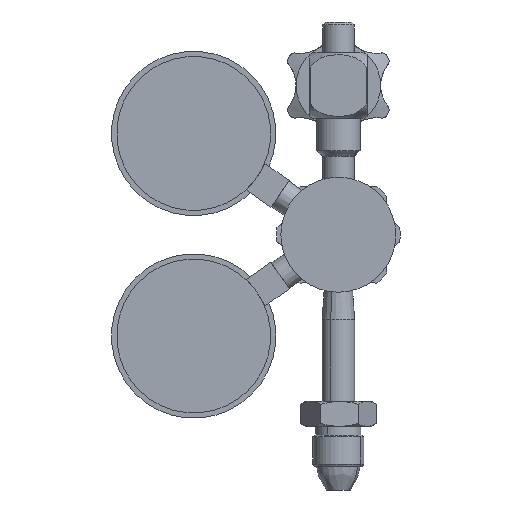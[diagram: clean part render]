
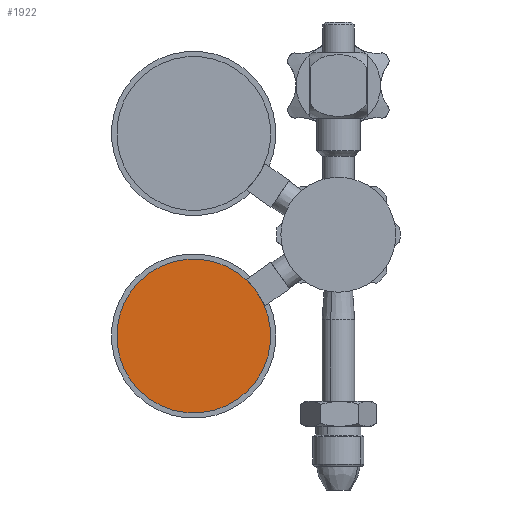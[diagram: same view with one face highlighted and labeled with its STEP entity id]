
A CAD part, front view. The second image highlights one B-rep face of the part: STEP entity #1922.
In plain terms, the highlighted planar face has unit normal (0, -1, 0).
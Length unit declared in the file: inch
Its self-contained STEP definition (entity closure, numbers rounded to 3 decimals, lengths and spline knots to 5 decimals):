
#559 = CIRCLE ( 'NONE', #5673, 1.325 ) ;
#619 = DIRECTION ( 'NONE',  ( 0.574, 0., -0.819 ) ) ;
#1542 = AXIS2_PLACEMENT_3D ( 'NONE', #2152, #5574, #2284 ) ;
#1922 = ADVANCED_FACE ( 'NONE', ( #5315 ), #7542, .F. ) ;
#2152 = CARTESIAN_POINT ( 'NONE',  ( -2.49022, -1.4775, -1.74367 ) ) ;
#2240 = VERTEX_POINT ( 'NONE', #4403 ) ;
#2284 = DIRECTION ( 'NONE',  ( 0.574, 0., -0.819 ) ) ;
#2419 = ORIENTED_EDGE ( 'NONE', *, *, #3801, .T. ) ;
#2452 = CARTESIAN_POINT ( 'NONE',  ( -2.49022, -1.4775, -1.74367 ) ) ;
#2718 = CARTESIAN_POINT ( 'NONE',  ( -2.49022, -1.4775, -1.74367 ) ) ;
#2958 = AXIS2_PLACEMENT_3D ( 'NONE', #2718, #6762, #619 ) ;
#3088 = CARTESIAN_POINT ( 'NONE',  ( -1.73023, -1.4775, -2.82905 ) ) ;
#3176 = DIRECTION ( 'NONE',  ( -0.574, 0., 0.819 ) ) ;
#3673 = EDGE_LOOP ( 'NONE', ( #4795, #2419 ) ) ;
#3801 = EDGE_CURVE ( 'NONE', #8998, #2240, #6050, .T. ) ;
#4403 = CARTESIAN_POINT ( 'NONE',  ( -3.25021, -1.4775, -0.6583 ) ) ;
#4795 = ORIENTED_EDGE ( 'NONE', *, *, #9014, .T. ) ;
#5315 = FACE_OUTER_BOUND ( 'NONE', #3673, .T. ) ;
#5574 = DIRECTION ( 'NONE',  ( 0., -1., 0. ) ) ;
#5673 = AXIS2_PLACEMENT_3D ( 'NONE', #2452, #6637, #3176 ) ;
#6050 = CIRCLE ( 'NONE', #1542, 1.325 ) ;
#6637 = DIRECTION ( 'NONE',  ( 0., -1., 0. ) ) ;
#6762 = DIRECTION ( 'NONE',  ( 0., 1., 0. ) ) ;
#7542 = PLANE ( 'NONE',  #2958 ) ;
#8998 = VERTEX_POINT ( 'NONE', #3088 ) ;
#9014 = EDGE_CURVE ( 'NONE', #2240, #8998, #559, .T. ) ;
